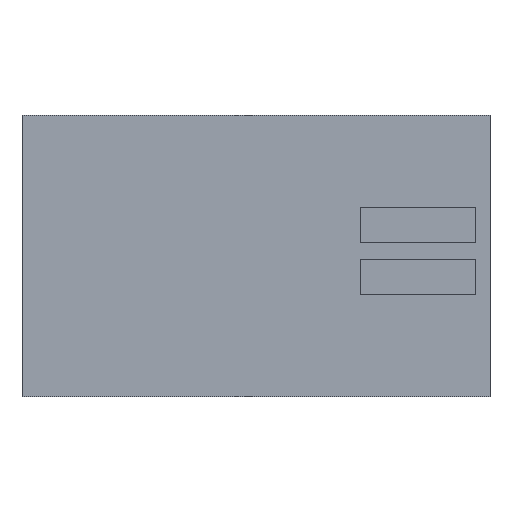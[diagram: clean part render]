
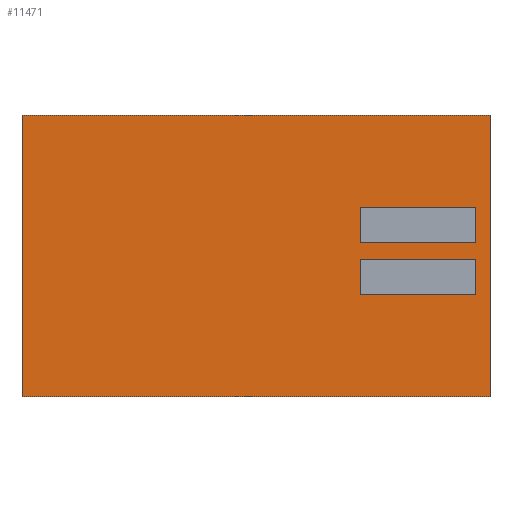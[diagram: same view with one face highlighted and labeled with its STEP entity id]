
A CAD part, front view. The second image highlights one B-rep face of the part: STEP entity #11471.
In plain terms, the highlighted planar face has unit normal (0, -1, 0).
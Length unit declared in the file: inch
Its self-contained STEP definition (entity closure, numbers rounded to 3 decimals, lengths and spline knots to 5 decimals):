
#131 = PLANE ( 'NONE',  #25875 ) ;
#907 = ORIENTED_EDGE ( 'NONE', *, *, #13302, .F. ) ;
#1252 = LINE ( 'NONE', #22645, #3495 ) ;
#1414 = CARTESIAN_POINT ( 'NONE',  ( -0.25, -0.03125, 0.27 ) ) ;
#2563 = VECTOR ( 'NONE', #18873, 39.37008 ) ;
#3495 = VECTOR ( 'NONE', #24027, 39.37008 ) ;
#4950 = VECTOR ( 'NONE', #7024, 39.37008 ) ;
#5889 = EDGE_CURVE ( 'NONE', #7575, #14962, #1252, .T. ) ;
#6371 = CARTESIAN_POINT ( 'NONE',  ( -0.25, -0.03125, 0.27 ) ) ;
#7024 = DIRECTION ( 'NONE',  ( -1., 0., 0. ) ) ;
#7185 = CARTESIAN_POINT ( 'NONE',  ( -0.25, -0.03125, -0.27 ) ) ;
#7575 = VERTEX_POINT ( 'NONE', #15613 ) ;
#8456 = LINE ( 'NONE', #18838, #14147 ) ;
#9189 = ORIENTED_EDGE ( 'NONE', *, *, #16444, .F. ) ;
#11471 = ADVANCED_FACE ( 'NONE', ( #14596 ), #131, .F. ) ;
#11828 = EDGE_LOOP ( 'NONE', ( #13930, #907, #21213, #9189 ) ) ;
#12683 = EDGE_CURVE ( 'NONE', #27060, #14901, #8456, .T. ) ;
#13017 = DIRECTION ( 'NONE',  ( 0., 1., 0. ) ) ;
#13302 = EDGE_CURVE ( 'NONE', #14901, #7575, #23151, .T. ) ;
#13364 = CARTESIAN_POINT ( 'NONE',  ( 0.649, -0.03125, -0.27 ) ) ;
#13930 = ORIENTED_EDGE ( 'NONE', *, *, #5889, .F. ) ;
#13943 = LINE ( 'NONE', #1414, #2563 ) ;
#14002 = CARTESIAN_POINT ( 'NONE',  ( 0., -0.03125, 0. ) ) ;
#14147 = VECTOR ( 'NONE', #18879, 39.37008 ) ;
#14596 = FACE_OUTER_BOUND ( 'NONE', #11828, .T. ) ;
#14901 = VERTEX_POINT ( 'NONE', #13364 ) ;
#14962 = VERTEX_POINT ( 'NONE', #6371 ) ;
#15613 = CARTESIAN_POINT ( 'NONE',  ( -0.25, -0.03125, -0.27 ) ) ;
#16444 = EDGE_CURVE ( 'NONE', #14962, #27060, #13943, .T. ) ;
#18838 = CARTESIAN_POINT ( 'NONE',  ( 0.649, -0.03125, -0.27 ) ) ;
#18873 = DIRECTION ( 'NONE',  ( 1., 0., 0. ) ) ;
#18879 = DIRECTION ( 'NONE',  ( 0., 0., -1. ) ) ;
#21213 = ORIENTED_EDGE ( 'NONE', *, *, #12683, .F. ) ;
#21757 = DIRECTION ( 'NONE',  ( 0., 0., 1. ) ) ;
#22645 = CARTESIAN_POINT ( 'NONE',  ( -0.25, -0.03125, -0.27 ) ) ;
#23151 = LINE ( 'NONE', #7185, #4950 ) ;
#24027 = DIRECTION ( 'NONE',  ( 0., 0., 1. ) ) ;
#25875 = AXIS2_PLACEMENT_3D ( 'NONE', #14002, #13017, #21757 ) ;
#25989 = CARTESIAN_POINT ( 'NONE',  ( 0.649, -0.03125, 0.27 ) ) ;
#27060 = VERTEX_POINT ( 'NONE', #25989 ) ;
